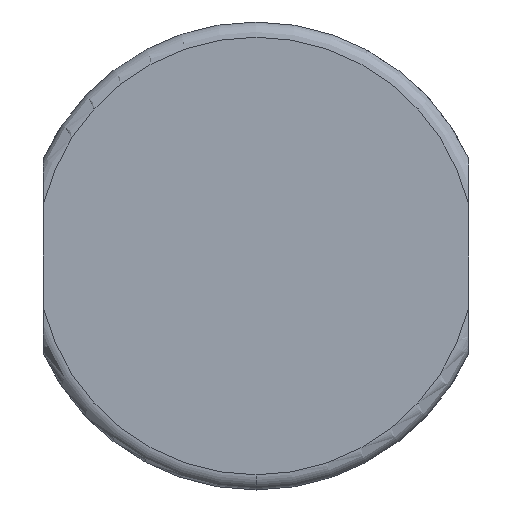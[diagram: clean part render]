
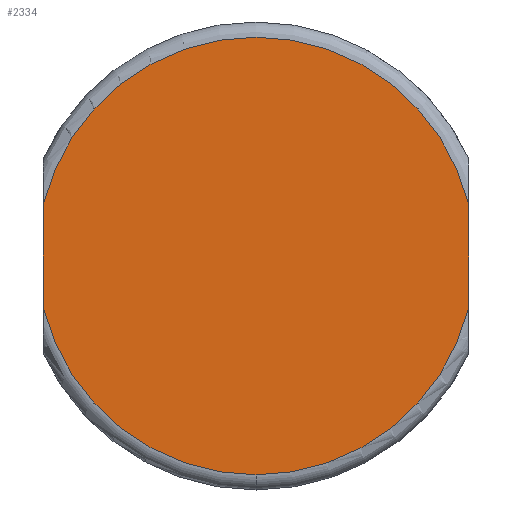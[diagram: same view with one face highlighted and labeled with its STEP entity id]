
A CAD part, front view. The second image highlights one B-rep face of the part: STEP entity #2334.
In plain terms, the highlighted planar face has unit normal (0, -1, 0).
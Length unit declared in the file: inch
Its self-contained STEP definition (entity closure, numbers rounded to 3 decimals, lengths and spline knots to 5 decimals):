
#56 = VERTEX_POINT ( 'NONE', #2357 ) ;
#69 = AXIS2_PLACEMENT_3D ( 'NONE', #660, #2097, #875 ) ;
#141 = AXIS2_PLACEMENT_3D ( 'NONE', #672, #2104, #884 ) ;
#280 = DIRECTION ( 'NONE',  ( 0., -1., 0. ) ) ;
#361 = EDGE_CURVE ( 'NONE', #56, #2433, #2628, .T. ) ;
#526 = CIRCLE ( 'NONE', #141, 1.8 ) ;
#588 = AXIS2_PLACEMENT_3D ( 'NONE', #2272, #2289, #1059 ) ;
#643 = EDGE_LOOP ( 'NONE', ( #2510, #2440, #1315, #1790, #1970 ) ) ;
#660 = CARTESIAN_POINT ( 'NONE',  ( 0., 0., 0. ) ) ;
#672 = CARTESIAN_POINT ( 'NONE',  ( 0., 0., 0. ) ) ;
#810 = VERTEX_POINT ( 'NONE', #1090 ) ;
#875 = DIRECTION ( 'NONE',  ( 0., 0., -1. ) ) ;
#884 = DIRECTION ( 'NONE',  ( 0., 0., -1. ) ) ;
#912 = AXIS2_PLACEMENT_3D ( 'NONE', #1511, #280, #1713 ) ;
#998 = LINE ( 'NONE', #1285, #2558 ) ;
#1059 = DIRECTION ( 'NONE',  ( 0., 0., 1. ) ) ;
#1070 = VECTOR ( 'NONE', #1280, 39.37008 ) ;
#1081 = EDGE_CURVE ( 'NONE', #1700, #810, #2626, .T. ) ;
#1090 = CARTESIAN_POINT ( 'NONE',  ( 0., 0., -1.8 ) ) ;
#1280 = DIRECTION ( 'NONE',  ( 0., 0., 1. ) ) ;
#1285 = CARTESIAN_POINT ( 'NONE',  ( -1.75, 0., -1.6 ) ) ;
#1315 = ORIENTED_EDGE ( 'NONE', *, *, #361, .T. ) ;
#1489 = DIRECTION ( 'NONE',  ( 0., 0., 1. ) ) ;
#1506 = CARTESIAN_POINT ( 'NONE',  ( -1.75, 0., 0.42131 ) ) ;
#1511 = CARTESIAN_POINT ( 'NONE',  ( 0., 0., 0. ) ) ;
#1589 = EDGE_CURVE ( 'NONE', #1700, #1658, #998, .T. ) ;
#1645 = CARTESIAN_POINT ( 'NONE',  ( -1.75, 0., -0.42131 ) ) ;
#1658 = VERTEX_POINT ( 'NONE', #1506 ) ;
#1684 = CARTESIAN_POINT ( 'NONE',  ( 1.75, 0., 0.42131 ) ) ;
#1700 = VERTEX_POINT ( 'NONE', #1645 ) ;
#1713 = DIRECTION ( 'NONE',  ( 0., 0., -1. ) ) ;
#1784 = EDGE_CURVE ( 'NONE', #810, #56, #2228, .T. ) ;
#1790 = ORIENTED_EDGE ( 'NONE', *, *, #1815, .T. ) ;
#1815 = EDGE_CURVE ( 'NONE', #2433, #1658, #526, .T. ) ;
#1970 = ORIENTED_EDGE ( 'NONE', *, *, #1589, .F. ) ;
#2072 = PLANE ( 'NONE',  #588 ) ;
#2097 = DIRECTION ( 'NONE',  ( 0., -1., 0. ) ) ;
#2104 = DIRECTION ( 'NONE',  ( 0., -1., 0. ) ) ;
#2228 = CIRCLE ( 'NONE', #69, 1.8 ) ;
#2272 = CARTESIAN_POINT ( 'NONE',  ( 0., 0., 0. ) ) ;
#2289 = DIRECTION ( 'NONE',  ( 0., 1., 0. ) ) ;
#2290 = FACE_OUTER_BOUND ( 'NONE', #643, .T. ) ;
#2307 = CARTESIAN_POINT ( 'NONE',  ( 1.75, 0., -1.6 ) ) ;
#2334 = ADVANCED_FACE ( 'NONE', ( #2290 ), #2072, .F. ) ;
#2357 = CARTESIAN_POINT ( 'NONE',  ( 1.75, 0., -0.42131 ) ) ;
#2433 = VERTEX_POINT ( 'NONE', #1684 ) ;
#2440 = ORIENTED_EDGE ( 'NONE', *, *, #1784, .T. ) ;
#2510 = ORIENTED_EDGE ( 'NONE', *, *, #1081, .T. ) ;
#2558 = VECTOR ( 'NONE', #1489, 39.37008 ) ;
#2626 = CIRCLE ( 'NONE', #912, 1.8 ) ;
#2628 = LINE ( 'NONE', #2307, #1070 ) ;
